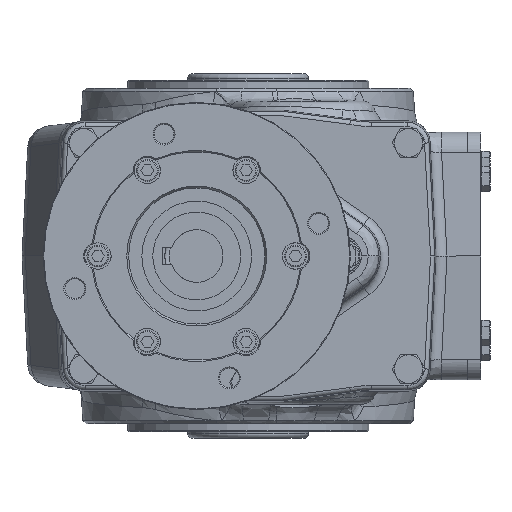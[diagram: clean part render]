
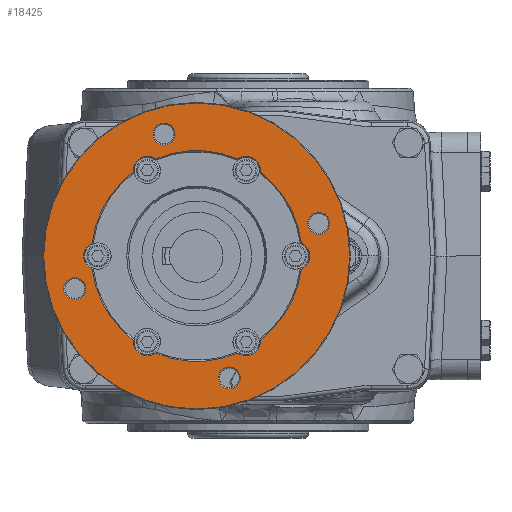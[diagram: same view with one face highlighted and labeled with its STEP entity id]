
A CAD part, left-side view. The second image highlights one B-rep face of the part: STEP entity #18425.
In plain terms, the highlighted face is planar.
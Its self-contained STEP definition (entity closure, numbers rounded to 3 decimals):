
#2241=PLANE('',#19867);
#5191=ORIENTED_EDGE('',*,*,#7159,.F.);
#5192=ORIENTED_EDGE('',*,*,#7160,.T.);
#5193=ORIENTED_EDGE('',*,*,#7082,.F.);
#5194=ORIENTED_EDGE('',*,*,#7161,.T.);
#5195=ORIENTED_EDGE('',*,*,#7062,.F.);
#5196=ORIENTED_EDGE('',*,*,#7158,.T.);
#5197=ORIENTED_EDGE('',*,*,#7066,.F.);
#5198=ORIENTED_EDGE('',*,*,#7162,.T.);
#5199=ORIENTED_EDGE('',*,*,#7070,.F.);
#5200=ORIENTED_EDGE('',*,*,#7163,.T.);
#5201=ORIENTED_EDGE('',*,*,#7074,.F.);
#5202=ORIENTED_EDGE('',*,*,#7164,.T.);
#5203=ORIENTED_EDGE('',*,*,#7078,.F.);
#5204=ORIENTED_EDGE('',*,*,#7052,.F.);
#5205=ORIENTED_EDGE('',*,*,#7054,.F.);
#5206=ORIENTED_EDGE('',*,*,#7056,.F.);
#5207=ORIENTED_EDGE('',*,*,#7058,.F.);
#7052=EDGE_CURVE('',#8294,#8294,#9026,.T.);
#7054=EDGE_CURVE('',#8296,#8296,#9028,.T.);
#7056=EDGE_CURVE('',#8298,#8298,#9030,.T.);
#7058=EDGE_CURVE('',#8300,#8300,#9032,.T.);
#7062=EDGE_CURVE('',#8304,#8302,#9034,.T.);
#7066=EDGE_CURVE('',#8308,#8306,#9036,.T.);
#7070=EDGE_CURVE('',#8312,#8310,#9038,.T.);
#7074=EDGE_CURVE('',#8316,#8314,#9040,.T.);
#7078=EDGE_CURVE('',#8320,#8318,#9042,.T.);
#7082=EDGE_CURVE('',#8324,#8322,#9044,.T.);
#7158=EDGE_CURVE('',#8304,#8306,#9100,.T.);
#7159=EDGE_CURVE('',#8386,#8386,#9101,.T.);
#7160=EDGE_CURVE('',#8320,#8322,#9102,.T.);
#7161=EDGE_CURVE('',#8324,#8302,#9103,.T.);
#7162=EDGE_CURVE('',#8308,#8310,#9104,.T.);
#7163=EDGE_CURVE('',#8312,#8314,#9105,.T.);
#7164=EDGE_CURVE('',#8316,#8318,#9106,.T.);
#8294=VERTEX_POINT('',#29525);
#8296=VERTEX_POINT('',#29530);
#8298=VERTEX_POINT('',#29535);
#8300=VERTEX_POINT('',#29540);
#8302=VERTEX_POINT('',#29547);
#8304=VERTEX_POINT('',#29554);
#8306=VERTEX_POINT('',#29562);
#8308=VERTEX_POINT('',#29569);
#8310=VERTEX_POINT('',#29577);
#8312=VERTEX_POINT('',#29584);
#8314=VERTEX_POINT('',#29592);
#8316=VERTEX_POINT('',#29599);
#8318=VERTEX_POINT('',#29607);
#8320=VERTEX_POINT('',#29614);
#8322=VERTEX_POINT('',#29622);
#8324=VERTEX_POINT('',#29629);
#8386=VERTEX_POINT('',#29827);
#9026=CIRCLE('',#19750,5.);
#9028=CIRCLE('',#19753,5.);
#9030=CIRCLE('',#19756,5.);
#9032=CIRCLE('',#19759,5.);
#9034=CIRCLE('',#19762,6.5);
#9036=CIRCLE('',#19765,6.5);
#9038=CIRCLE('',#19768,6.5);
#9040=CIRCLE('',#19771,6.5);
#9042=CIRCLE('',#19774,6.5);
#9044=CIRCLE('',#19777,6.5);
#9100=CIRCLE('',#19866,48.);
#9101=CIRCLE('',#19868,69.7);
#9102=CIRCLE('',#19869,48.);
#9103=CIRCLE('',#19870,48.);
#9104=CIRCLE('',#19871,48.);
#9105=CIRCLE('',#19872,48.);
#9106=CIRCLE('',#19873,48.);
#10164=EDGE_LOOP('',(#5191));
#10165=EDGE_LOOP('',(#5192,#5193,#5194,#5195,#5196,#5197,#5198,#5199,#5200,
#5201,#5202,#5203));
#10166=EDGE_LOOP('',(#5204));
#10167=EDGE_LOOP('',(#5205));
#10168=EDGE_LOOP('',(#5206));
#10169=EDGE_LOOP('',(#5207));
#11369=FACE_BOUND('',#10164,.T.);
#11370=FACE_BOUND('',#10165,.T.);
#11371=FACE_BOUND('',#10166,.T.);
#11372=FACE_BOUND('',#10167,.T.);
#11373=FACE_BOUND('',#10168,.T.);
#11374=FACE_BOUND('',#10169,.T.);
#18425=ADVANCED_FACE('',(#11369,#11370,#11371,#11372,#11373,#11374),#2241,
 .T.);
#19750=AXIS2_PLACEMENT_3D('',#29524,#22861,#22862);
#19753=AXIS2_PLACEMENT_3D('',#29529,#22867,#22868);
#19756=AXIS2_PLACEMENT_3D('',#29534,#22873,#22874);
#19759=AXIS2_PLACEMENT_3D('',#29539,#22879,#22880);
#19762=AXIS2_PLACEMENT_3D('',#29555,#22885,#22886);
#19765=AXIS2_PLACEMENT_3D('',#29570,#22891,#22892);
#19768=AXIS2_PLACEMENT_3D('',#29585,#22897,#22898);
#19771=AXIS2_PLACEMENT_3D('',#29600,#22903,#22904);
#19774=AXIS2_PLACEMENT_3D('',#29615,#22909,#22910);
#19777=AXIS2_PLACEMENT_3D('',#29630,#22915,#22916);
#19866=AXIS2_PLACEMENT_3D('',#29824,#23105,#23106);
#19867=AXIS2_PLACEMENT_3D('',#29825,#23107,#23108);
#19868=AXIS2_PLACEMENT_3D('',#29826,#23109,#23110);
#19869=AXIS2_PLACEMENT_3D('',#29828,#23111,#23112);
#19870=AXIS2_PLACEMENT_3D('',#29829,#23113,#23114);
#19871=AXIS2_PLACEMENT_3D('',#29830,#23115,#23116);
#19872=AXIS2_PLACEMENT_3D('',#29831,#23117,#23118);
#19873=AXIS2_PLACEMENT_3D('',#29832,#23119,#23120);
#22861=DIRECTION('',(0.,1.,0.));
#22862=DIRECTION('',(0.,0.,1.));
#22867=DIRECTION('',(0.,1.,0.));
#22868=DIRECTION('',(0.,0.,1.));
#22873=DIRECTION('',(0.,1.,0.));
#22874=DIRECTION('',(0.,0.,1.));
#22879=DIRECTION('',(0.,1.,0.));
#22880=DIRECTION('',(0.,0.,1.));
#22885=DIRECTION('',(0.,1.,0.));
#22886=DIRECTION('',(0.,0.,1.));
#22891=DIRECTION('',(0.,1.,0.));
#22892=DIRECTION('',(0.,0.,1.));
#22897=DIRECTION('',(0.,1.,0.));
#22898=DIRECTION('',(0.,0.,1.));
#22903=DIRECTION('',(0.,1.,0.));
#22904=DIRECTION('',(0.,0.,1.));
#22909=DIRECTION('',(0.,1.,0.));
#22910=DIRECTION('',(0.,0.,1.));
#22915=DIRECTION('',(0.,1.,0.));
#22916=DIRECTION('',(0.,0.,1.));
#23105=DIRECTION('',(0.,-1.,0.));
#23106=DIRECTION('',(0.,0.,-1.));
#23107=DIRECTION('',(0.,1.,0.));
#23108=DIRECTION('',(0.,0.,1.));
#23109=DIRECTION('',(0.,-1.,0.));
#23110=DIRECTION('',(0.,0.,-1.));
#23111=DIRECTION('',(0.,-1.,0.));
#23112=DIRECTION('',(0.,0.,-1.));
#23113=DIRECTION('',(0.,-1.,0.));
#23114=DIRECTION('',(0.,0.,-1.));
#23115=DIRECTION('',(0.,-1.,0.));
#23116=DIRECTION('',(0.,0.,-1.));
#23117=DIRECTION('',(0.,-1.,0.));
#23118=DIRECTION('',(0.,0.,-1.));
#23119=DIRECTION('',(0.,-1.,0.));
#23120=DIRECTION('',(0.,0.,-1.));
#29524=CARTESIAN_POINT('',(40.659,23.2,-40.659));
#29525=CARTESIAN_POINT('',(40.659,23.2,-35.659));
#29529=CARTESIAN_POINT('',(40.659,23.2,40.659));
#29530=CARTESIAN_POINT('',(40.659,23.2,45.659));
#29534=CARTESIAN_POINT('',(-40.659,23.2,40.659));
#29535=CARTESIAN_POINT('',(-40.659,23.2,45.659));
#29539=CARTESIAN_POINT('',(-40.659,23.2,-40.659));
#29540=CARTESIAN_POINT('',(-40.659,23.2,-35.659));
#29547=CARTESIAN_POINT('',(44.221,23.2,18.668));
#29554=CARTESIAN_POINT('',(38.277,23.2,28.963));
#29555=CARTESIAN_POINT('',(38.971,23.2,22.5));
#29562=CARTESIAN_POINT('',(5.944,23.2,47.631));
#29569=CARTESIAN_POINT('',(-5.944,23.2,47.631));
#29570=CARTESIAN_POINT('',(0.,23.2,45.));
#29577=CARTESIAN_POINT('',(-38.277,23.2,28.963));
#29584=CARTESIAN_POINT('',(-44.221,23.2,18.668));
#29585=CARTESIAN_POINT('',(-38.971,23.2,22.5));
#29592=CARTESIAN_POINT('',(-44.221,23.2,-18.668));
#29599=CARTESIAN_POINT('',(-38.277,23.2,-28.963));
#29600=CARTESIAN_POINT('',(-38.971,23.2,-22.5));
#29607=CARTESIAN_POINT('',(-5.944,23.2,-47.631));
#29614=CARTESIAN_POINT('',(5.944,23.2,-47.631));
#29615=CARTESIAN_POINT('',(0.,23.2,-45.));
#29622=CARTESIAN_POINT('',(38.277,23.2,-28.963));
#29629=CARTESIAN_POINT('',(44.221,23.2,-18.668));
#29630=CARTESIAN_POINT('',(38.971,23.2,-22.5));
#29824=CARTESIAN_POINT('',(0.,23.2,0.));
#29825=CARTESIAN_POINT('',(0.,23.2,69.7));
#29826=CARTESIAN_POINT('',(0.,23.2,0.));
#29827=CARTESIAN_POINT('',(0.,23.2,-69.7));
#29828=CARTESIAN_POINT('',(0.,23.2,0.));
#29829=CARTESIAN_POINT('',(0.,23.2,0.));
#29830=CARTESIAN_POINT('',(0.,23.2,0.));
#29831=CARTESIAN_POINT('',(0.,23.2,0.));
#29832=CARTESIAN_POINT('',(0.,23.2,0.));
